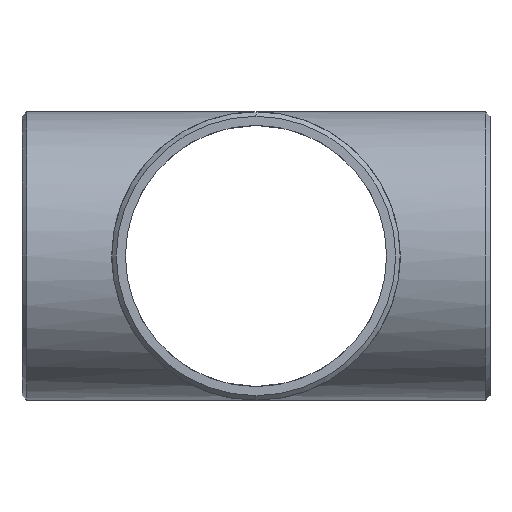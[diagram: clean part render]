
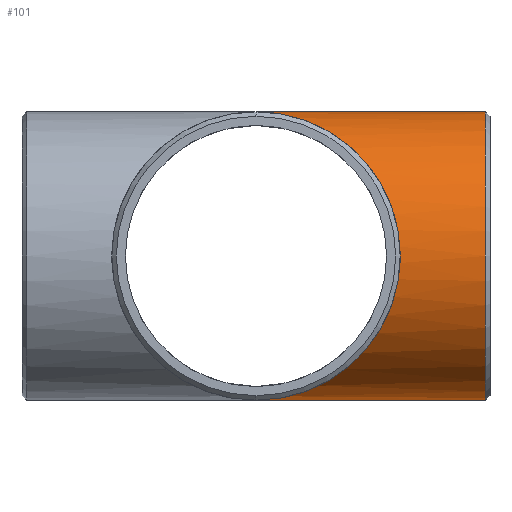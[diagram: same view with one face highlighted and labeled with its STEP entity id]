
A CAD part, left-side view. The second image highlights one B-rep face of the part: STEP entity #101.
In plain terms, the highlighted cylindrical face has radius 109.537 mm (diameter 219.075 mm), a partial arc.
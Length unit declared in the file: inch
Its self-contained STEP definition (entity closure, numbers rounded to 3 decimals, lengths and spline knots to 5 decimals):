
#5 = CARTESIAN_POINT ( 'NONE',  ( 0., -7., 0. ) ) ;
#20 = CARTESIAN_POINT ( 'NONE',  ( -8.625, -8.625, -4.3125 ) ) ;
#34 = AXIS2_PLACEMENT_3D ( 'NONE', #5, #250, #502 ) ;
#36 = VERTEX_POINT ( 'NONE', #301 ) ;
#60 = DIRECTION ( 'NONE',  ( 0., 0., -1. ) ) ;
#101 = ADVANCED_FACE ( 'NONE', ( #118 ), #311, .T. ) ;
#110 = CARTESIAN_POINT ( 'NONE',  ( 0., -6.86467, -4.3125 ) ) ;
#118 = FACE_OUTER_BOUND ( 'NONE', #173, .T. ) ;
#134 = CARTESIAN_POINT ( 'NONE',  ( -8.625, -8.625, 4.3125 ) ) ;
#137 = AXIS2_PLACEMENT_3D ( 'NONE', #673, #613, #60 ) ;
#144 = CARTESIAN_POINT ( 'NONE',  ( 0., 0., -4.3125 ) ) ;
#173 = EDGE_LOOP ( 'NONE', ( #307, #530, #594, #615 ) ) ;
#224 = VERTEX_POINT ( 'NONE', #761 ) ;
#243 = LINE ( 'NONE', #610, #529 ) ;
#246 = EDGE_CURVE ( 'NONE', #36, #224, #252, .T. ) ;
#250 = DIRECTION ( 'NONE',  ( 0., 1., 0. ) ) ;
#252 =( BOUNDED_CURVE ( )  B_SPLINE_CURVE ( 3, ( #144, #20, #134, #386 ),
 .UNSPECIFIED., .F., .T. ) 
 B_SPLINE_CURVE_WITH_KNOTS ( ( 4, 4 ),
 ( 4.71239, 7.85398 ),
 .UNSPECIFIED. ) 
 CURVE ( )  GEOMETRIC_REPRESENTATION_ITEM ( )  RATIONAL_B_SPLINE_CURVE ( ( 1., 0.333, 0.333, 1. ) ) 
 REPRESENTATION_ITEM ( '' )  );
#301 = CARTESIAN_POINT ( 'NONE',  ( 0., 0., -4.3125 ) ) ;
#302 = VERTEX_POINT ( 'NONE', #690 ) ;
#307 = ORIENTED_EDGE ( 'NONE', *, *, #561, .T. ) ;
#311 = CYLINDRICAL_SURFACE ( 'NONE', #34, 4.3125 ) ;
#386 = CARTESIAN_POINT ( 'NONE',  ( 0., 0., 4.3125 ) ) ;
#396 = LINE ( 'NONE', #534, #773 ) ;
#443 = EDGE_CURVE ( 'NONE', #302, #224, #396, .T. ) ;
#454 = CIRCLE ( 'NONE', #137, 4.3125 ) ;
#497 = DIRECTION ( 'NONE',  ( 0., 1., 0. ) ) ;
#502 = DIRECTION ( 'NONE',  ( 0., 0., -1. ) ) ;
#511 = EDGE_CURVE ( 'NONE', #537, #36, #243, .T. ) ;
#529 = VECTOR ( 'NONE', #497, 39.37008 ) ;
#530 = ORIENTED_EDGE ( 'NONE', *, *, #443, .T. ) ;
#534 = CARTESIAN_POINT ( 'NONE',  ( 0., -7., 4.3125 ) ) ;
#537 = VERTEX_POINT ( 'NONE', #110 ) ;
#561 = EDGE_CURVE ( 'NONE', #537, #302, #454, .T. ) ;
#594 = ORIENTED_EDGE ( 'NONE', *, *, #246, .F. ) ;
#610 = CARTESIAN_POINT ( 'NONE',  ( 0., -7., -4.3125 ) ) ;
#613 = DIRECTION ( 'NONE',  ( 0., 1., 0. ) ) ;
#615 = ORIENTED_EDGE ( 'NONE', *, *, #511, .F. ) ;
#642 = DIRECTION ( 'NONE',  ( 0., 1., 0. ) ) ;
#673 = CARTESIAN_POINT ( 'NONE',  ( 0., -6.86467, 0. ) ) ;
#690 = CARTESIAN_POINT ( 'NONE',  ( 0., -6.86467, 4.3125 ) ) ;
#761 = CARTESIAN_POINT ( 'NONE',  ( 0., 0., 4.3125 ) ) ;
#773 = VECTOR ( 'NONE', #642, 39.37008 ) ;
